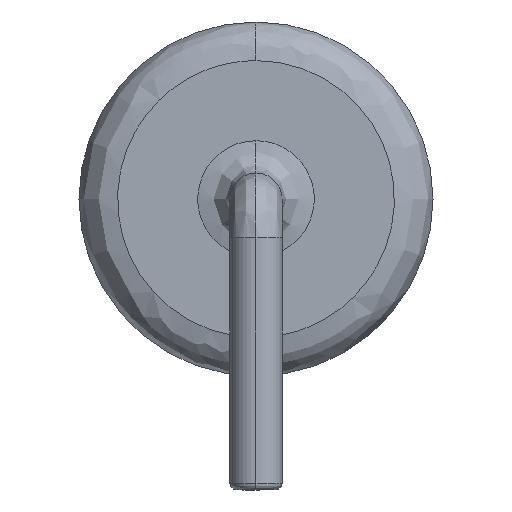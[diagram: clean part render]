
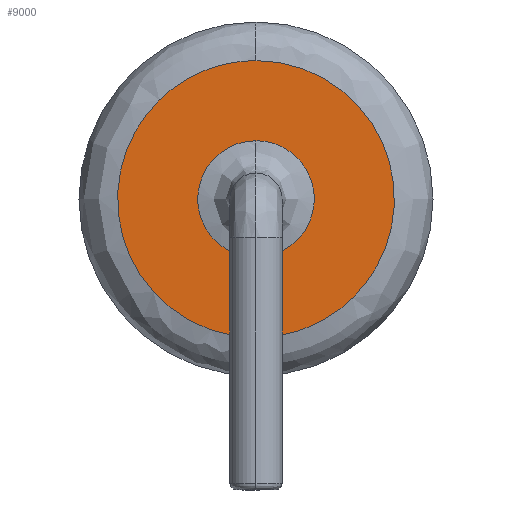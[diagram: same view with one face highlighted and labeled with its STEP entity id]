
A CAD part, left-side view. The second image highlights one B-rep face of the part: STEP entity #9000.
In plain terms, the highlighted planar face has unit normal (-1, 0, 0).
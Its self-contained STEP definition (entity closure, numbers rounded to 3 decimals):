
#176 = ORIENTED_EDGE ( 'NONE', *, *, #9897, .F. ) ;
#466 = CARTESIAN_POINT ( 'NONE',  ( -7.75, 0., 0.37 ) ) ;
#537 = CARTESIAN_POINT ( 'NONE',  ( -7.75, 0., 2.52 ) ) ;
#637 = ORIENTED_EDGE ( 'NONE', *, *, #9131, .F. ) ;
#738 = CARTESIAN_POINT ( 'NONE',  ( -7.75, 0., 3.425 ) ) ;
#809 = CARTESIAN_POINT ( 'NONE',  ( -7.75, 0., 0.37 ) ) ;
#1199 = CARTESIAN_POINT ( 'NONE',  ( -7.75, 4.3, 4.67 ) ) ;
#1255 = EDGE_LOOP ( 'NONE', ( #1286, #637 ) ) ;
#1280 = VERTEX_POINT ( 'NONE', #12948 ) ;
#1286 = ORIENTED_EDGE ( 'NONE', *, *, #12844, .F. ) ;
#1539 = DIRECTION ( 'NONE',  ( 0., 0., -1. ) ) ;
#1845 = CARTESIAN_POINT ( 'NONE',  ( -7.75, 0., 0.37 ) ) ;
#3356 = CARTESIAN_POINT ( 'NONE',  ( -7.75, -1.81, 1.615 ) ) ;
#3485 = CARTESIAN_POINT ( 'NONE',  ( -7.75, 0., 3.425 ) ) ;
#3953 =( BOUNDED_CURVE ( )  B_SPLINE_CURVE ( 3, ( #1845, #8076, #1199, #8292 ),
 .UNSPECIFIED., .F., .T. ) 
 B_SPLINE_CURVE_WITH_KNOTS ( ( 4, 4 ),
 ( 0., 1. ),
 .UNSPECIFIED. ) 
 CURVE ( )  GEOMETRIC_REPRESENTATION_ITEM ( )  RATIONAL_B_SPLINE_CURVE ( ( 1., 0.333, 0.333, 1. ) ) 
 REPRESENTATION_ITEM ( '' )  );
#4036 = AXIS2_PLACEMENT_3D ( 'NONE', #537, #7616, #1539 ) ;
#4852 = CARTESIAN_POINT ( 'NONE',  ( -7.75, 0., 3.425 ) ) ;
#4913 =( BOUNDED_CURVE ( )  B_SPLINE_CURVE ( 3, ( #5855, #12936, #6891, #809 ),
 .UNSPECIFIED., .F., .F. ) 
 B_SPLINE_CURVE_WITH_KNOTS ( ( 4, 4 ),
 ( 0., 1. ),
 .UNSPECIFIED. ) 
 CURVE ( )  GEOMETRIC_REPRESENTATION_ITEM ( )  RATIONAL_B_SPLINE_CURVE ( ( 1., 0.333, 0.333, 1. ) ) 
 REPRESENTATION_ITEM ( '' )  );
#5038 = EDGE_CURVE ( 'NONE', #5530, #1280, #3953, .T. ) ;
#5062 = VERTEX_POINT ( 'NONE', #10333 ) ;
#5530 = VERTEX_POINT ( 'NONE', #466 ) ;
#5837 = CARTESIAN_POINT ( 'NONE',  ( -7.75, 0., 1.615 ) ) ;
#5855 = CARTESIAN_POINT ( 'NONE',  ( -7.75, 0., 4.67 ) ) ;
#6891 = CARTESIAN_POINT ( 'NONE',  ( -7.75, -4.3, 0.37 ) ) ;
#7487 = CARTESIAN_POINT ( 'NONE',  ( -7.75, 0., 1.615 ) ) ;
#7616 = DIRECTION ( 'NONE',  ( 1., 0., 0. ) ) ;
#7757 =( BOUNDED_CURVE ( )  B_SPLINE_CURVE ( 3, ( #7487, #3356, #9585, #3485 ),
 .UNSPECIFIED., .F., .T. ) 
 B_SPLINE_CURVE_WITH_KNOTS ( ( 4, 4 ),
 ( 0., 1. ),
 .UNSPECIFIED. ) 
 CURVE ( )  GEOMETRIC_REPRESENTATION_ITEM ( )  RATIONAL_B_SPLINE_CURVE ( ( 1., 0.333, 0.333, 1. ) ) 
 REPRESENTATION_ITEM ( '' )  );
#8076 = CARTESIAN_POINT ( 'NONE',  ( -7.75, 4.3, 0.37 ) ) ;
#8292 = CARTESIAN_POINT ( 'NONE',  ( -7.75, 0., 4.67 ) ) ;
#8349 =( BOUNDED_CURVE ( )  B_SPLINE_CURVE ( 3, ( #738, #8764, #11919, #5837 ),
 .UNSPECIFIED., .F., .F. ) 
 B_SPLINE_CURVE_WITH_KNOTS ( ( 4, 4 ),
 ( 0., 1. ),
 .UNSPECIFIED. ) 
 CURVE ( )  GEOMETRIC_REPRESENTATION_ITEM ( )  RATIONAL_B_SPLINE_CURVE ( ( 1., 0.333, 0.333, 1. ) ) 
 REPRESENTATION_ITEM ( '' )  );
#8597 = FACE_BOUND ( 'NONE', #1255, .T. ) ;
#8764 = CARTESIAN_POINT ( 'NONE',  ( -7.75, 1.81, 3.425 ) ) ;
#8925 = FACE_OUTER_BOUND ( 'NONE', #12423, .T. ) ;
#9000 = ADVANCED_FACE ( 'NONE', ( #8925, #8597 ), #11606, .F. ) ;
#9131 = EDGE_CURVE ( 'NONE', #9578, #5062, #8349, .T. ) ;
#9578 = VERTEX_POINT ( 'NONE', #4852 ) ;
#9585 = CARTESIAN_POINT ( 'NONE',  ( -7.75, -1.81, 3.425 ) ) ;
#9591 = ORIENTED_EDGE ( 'NONE', *, *, #5038, .F. ) ;
#9897 = EDGE_CURVE ( 'NONE', #1280, #5530, #4913, .T. ) ;
#10333 = CARTESIAN_POINT ( 'NONE',  ( -7.75, 0., 1.615 ) ) ;
#11606 = PLANE ( 'NONE',  #4036 ) ;
#11919 = CARTESIAN_POINT ( 'NONE',  ( -7.75, 1.81, 1.615 ) ) ;
#12423 = EDGE_LOOP ( 'NONE', ( #9591, #176 ) ) ;
#12844 = EDGE_CURVE ( 'NONE', #5062, #9578, #7757, .T. ) ;
#12936 = CARTESIAN_POINT ( 'NONE',  ( -7.75, -4.3, 4.67 ) ) ;
#12948 = CARTESIAN_POINT ( 'NONE',  ( -7.75, 0., 4.67 ) ) ;
